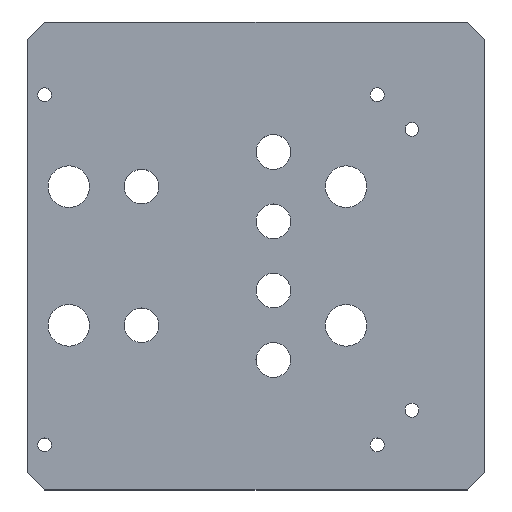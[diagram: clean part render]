
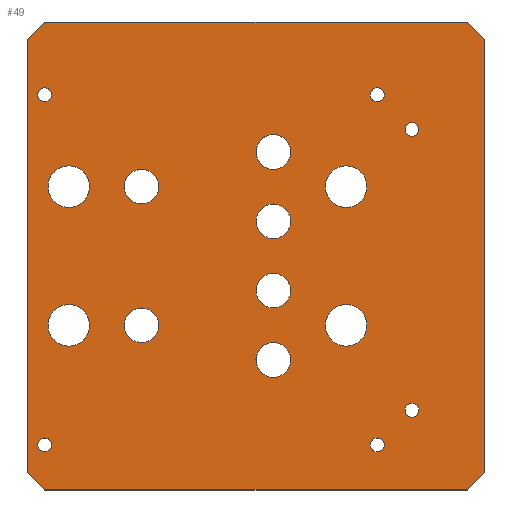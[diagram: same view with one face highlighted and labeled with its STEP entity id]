
A CAD part, top view. The second image highlights one B-rep face of the part: STEP entity #49.
In plain terms, the highlighted planar face has unit normal (0, 0, 1).
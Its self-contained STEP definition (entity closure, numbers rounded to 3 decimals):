
#49=ADVANCED_FACE('',(#113,#115,#117,#119,#121,#123,#125,#127,#129,#131,#133,#135,
#137,#139,#141,#143,#145),#147,.T.);
#113=FACE_BOUND('',#114,.T.);
#114=EDGE_LOOP('',(#376,#377,#378,#379,#380,#381,#382,#383));
#115=FACE_BOUND('',#116,.T.);
#116=EDGE_LOOP('',(#384));
#117=FACE_BOUND('',#118,.T.);
#118=EDGE_LOOP('',(#385));
#119=FACE_BOUND('',#120,.T.);
#120=EDGE_LOOP('',(#386));
#121=FACE_BOUND('',#122,.T.);
#122=EDGE_LOOP('',(#387));
#123=FACE_BOUND('',#124,.T.);
#124=EDGE_LOOP('',(#388));
#125=FACE_BOUND('',#126,.T.);
#126=EDGE_LOOP('',(#389));
#127=FACE_BOUND('',#128,.T.);
#128=EDGE_LOOP('',(#390));
#129=FACE_BOUND('',#130,.T.);
#130=EDGE_LOOP('',(#391));
#131=FACE_BOUND('',#132,.T.);
#132=EDGE_LOOP('',(#392));
#133=FACE_BOUND('',#134,.T.);
#134=EDGE_LOOP('',(#393));
#135=FACE_BOUND('',#136,.T.);
#136=EDGE_LOOP('',(#394));
#137=FACE_BOUND('',#138,.T.);
#138=EDGE_LOOP('',(#395));
#139=FACE_BOUND('',#140,.T.);
#140=EDGE_LOOP('',(#396));
#141=FACE_BOUND('',#142,.T.);
#142=EDGE_LOOP('',(#397));
#143=FACE_BOUND('',#144,.T.);
#144=EDGE_LOOP('',(#398));
#145=FACE_BOUND('',#146,.T.);
#146=EDGE_LOOP('',(#399));
#147=PLANE('',#148);
#148=AXIS2_PLACEMENT_3D('',#149,#150,#151);
#149=CARTESIAN_POINT('',(0.,0.,3.));
#150=DIRECTION('',(0.,0.,1.));
#151=DIRECTION('',(-1.,0.,0.));
#376=ORIENTED_EDGE('',*,*,#488,.F.);
#377=ORIENTED_EDGE('',*,*,#489,.T.);
#378=ORIENTED_EDGE('',*,*,#490,.F.);
#379=ORIENTED_EDGE('',*,*,#491,.T.);
#380=ORIENTED_EDGE('',*,*,#492,.F.);
#381=ORIENTED_EDGE('',*,*,#493,.T.);
#382=ORIENTED_EDGE('',*,*,#494,.F.);
#383=ORIENTED_EDGE('',*,*,#495,.T.);
#384=ORIENTED_EDGE('',*,*,#496,.T.);
#385=ORIENTED_EDGE('',*,*,#497,.T.);
#386=ORIENTED_EDGE('',*,*,#498,.T.);
#387=ORIENTED_EDGE('',*,*,#499,.T.);
#388=ORIENTED_EDGE('',*,*,#500,.T.);
#389=ORIENTED_EDGE('',*,*,#501,.T.);
#390=ORIENTED_EDGE('',*,*,#502,.T.);
#391=ORIENTED_EDGE('',*,*,#503,.T.);
#392=ORIENTED_EDGE('',*,*,#504,.T.);
#393=ORIENTED_EDGE('',*,*,#505,.T.);
#394=ORIENTED_EDGE('',*,*,#506,.T.);
#395=ORIENTED_EDGE('',*,*,#507,.T.);
#396=ORIENTED_EDGE('',*,*,#508,.T.);
#397=ORIENTED_EDGE('',*,*,#509,.T.);
#398=ORIENTED_EDGE('',*,*,#510,.T.);
#399=ORIENTED_EDGE('',*,*,#511,.T.);
#488=EDGE_CURVE('',#568,#569,#570,.F.);
#489=EDGE_CURVE('',#568,#571,#572,.T.);
#490=EDGE_CURVE('',#573,#571,#574,.F.);
#491=EDGE_CURVE('',#573,#575,#576,.T.);
#492=EDGE_CURVE('',#577,#575,#578,.F.);
#493=EDGE_CURVE('',#577,#579,#580,.T.);
#494=EDGE_CURVE('',#581,#579,#582,.F.);
#495=EDGE_CURVE('',#581,#569,#583,.T.);
#496=EDGE_CURVE('',#584,#584,#585,.F.);
#497=EDGE_CURVE('',#586,#586,#587,.F.);
#498=EDGE_CURVE('',#588,#588,#589,.F.);
#499=EDGE_CURVE('',#590,#590,#591,.F.);
#500=EDGE_CURVE('',#592,#592,#593,.F.);
#501=EDGE_CURVE('',#594,#594,#595,.F.);
#502=EDGE_CURVE('',#596,#596,#597,.F.);
#503=EDGE_CURVE('',#598,#598,#599,.F.);
#504=EDGE_CURVE('',#600,#600,#601,.F.);
#505=EDGE_CURVE('',#602,#602,#603,.F.);
#506=EDGE_CURVE('',#604,#604,#605,.F.);
#507=EDGE_CURVE('',#606,#606,#607,.F.);
#508=EDGE_CURVE('',#608,#608,#609,.F.);
#509=EDGE_CURVE('',#610,#610,#611,.F.);
#510=EDGE_CURVE('',#612,#612,#613,.F.);
#511=EDGE_CURVE('',#614,#614,#615,.F.);
#568=VERTEX_POINT('',#736);
#569=VERTEX_POINT('',#737);
#570=LINE('',#738,#739);
#571=VERTEX_POINT('',#741);
#572=LINE('',#742,#743);
#573=VERTEX_POINT('',#745);
#574=LINE('',#746,#747);
#575=VERTEX_POINT('',#749);
#576=LINE('',#750,#751);
#577=VERTEX_POINT('',#753);
#578=LINE('',#754,#755);
#579=VERTEX_POINT('',#757);
#580=LINE('',#758,#759);
#581=VERTEX_POINT('',#761);
#582=LINE('',#762,#763);
#583=LINE('',#765,#766);
#584=VERTEX_POINT('',#768);
#585=CIRCLE('',#769,6.);
#586=VERTEX_POINT('',#773);
#587=CIRCLE('',#774,6.);
#588=VERTEX_POINT('',#778);
#589=CIRCLE('',#779,5.);
#590=VERTEX_POINT('',#783);
#591=CIRCLE('',#784,5.);
#592=VERTEX_POINT('',#788);
#593=CIRCLE('',#789,6.);
#594=VERTEX_POINT('',#793);
#595=CIRCLE('',#794,6.);
#596=VERTEX_POINT('',#798);
#597=CIRCLE('',#799,5.);
#598=VERTEX_POINT('',#803);
#599=CIRCLE('',#804,5.);
#600=VERTEX_POINT('',#808);
#601=CIRCLE('',#809,5.);
#602=VERTEX_POINT('',#813);
#603=CIRCLE('',#814,5.);
#604=VERTEX_POINT('',#818);
#605=CIRCLE('',#819,2.);
#606=VERTEX_POINT('',#823);
#607=CIRCLE('',#824,2.);
#608=VERTEX_POINT('',#828);
#609=CIRCLE('',#829,2.);
#610=VERTEX_POINT('',#833);
#611=CIRCLE('',#834,2.);
#612=VERTEX_POINT('',#838);
#613=CIRCLE('',#839,2.);
#614=VERTEX_POINT('',#843);
#615=CIRCLE('',#844,2.);
#736=CARTESIAN_POINT('',(-61.,-67.5,3.));
#737=CARTESIAN_POINT('',(-66.,-62.5,3.));
#738=CARTESIAN_POINT('',(-66.,-62.5,3.));
#739=VECTOR('',#740,1.);
#740=DIRECTION('',(0.707,-0.707,0.));
#741=CARTESIAN_POINT('',(61.,-67.5,3.));
#742=CARTESIAN_POINT('',(-61.,-67.5,3.));
#743=VECTOR('',#744,1.);
#744=DIRECTION('',(1.,0.,0.));
#745=CARTESIAN_POINT('',(66.,-62.5,3.));
#746=CARTESIAN_POINT('',(61.,-67.5,3.));
#747=VECTOR('',#748,1.);
#748=DIRECTION('',(0.707,0.707,0.));
#749=CARTESIAN_POINT('',(66.,62.5,3.));
#750=CARTESIAN_POINT('',(66.,-62.5,3.));
#751=VECTOR('',#752,1.);
#752=DIRECTION('',(0.,1.,0.));
#753=CARTESIAN_POINT('',(61.,67.5,3.));
#754=CARTESIAN_POINT('',(66.,62.5,3.));
#755=VECTOR('',#756,1.);
#756=DIRECTION('',(-0.707,0.707,0.));
#757=CARTESIAN_POINT('',(-61.,67.5,3.));
#758=CARTESIAN_POINT('',(61.,67.5,3.));
#759=VECTOR('',#760,1.);
#760=DIRECTION('',(-1.,0.,0.));
#761=CARTESIAN_POINT('',(-66.,62.5,3.));
#762=CARTESIAN_POINT('',(-61.,67.5,3.));
#763=VECTOR('',#764,1.);
#764=DIRECTION('',(-0.707,-0.707,0.));
#765=CARTESIAN_POINT('',(-66.,62.5,3.));
#766=VECTOR('',#767,1.);
#767=DIRECTION('',(0.,-1.,0.));
#768=CARTESIAN_POINT('',(-60.,20.,3.));
#769=AXIS2_PLACEMENT_3D('',#770,#771,#772);
#770=CARTESIAN_POINT('',(-54.,20.,3.));
#771=DIRECTION('',(0.,0.,1.));
#772=DIRECTION('',(-1.,0.,0.));
#773=CARTESIAN_POINT('',(-60.,-20.,3.));
#774=AXIS2_PLACEMENT_3D('',#775,#776,#777);
#775=CARTESIAN_POINT('',(-54.,-20.,3.));
#776=DIRECTION('',(0.,0.,1.));
#777=DIRECTION('',(-1.,0.,0.));
#778=CARTESIAN_POINT('',(-38.,20.,3.));
#779=AXIS2_PLACEMENT_3D('',#780,#781,#782);
#780=CARTESIAN_POINT('',(-33.,20.,3.));
#781=DIRECTION('',(0.,0.,1.));
#782=DIRECTION('',(-1.,0.,0.));
#783=CARTESIAN_POINT('',(-38.,-20.,3.));
#784=AXIS2_PLACEMENT_3D('',#785,#786,#787);
#785=CARTESIAN_POINT('',(-33.,-20.,3.));
#786=DIRECTION('',(0.,0.,1.));
#787=DIRECTION('',(-1.,0.,0.));
#788=CARTESIAN_POINT('',(20.,-20.,3.));
#789=AXIS2_PLACEMENT_3D('',#790,#791,#792);
#790=CARTESIAN_POINT('',(26.,-20.,3.));
#791=DIRECTION('',(0.,0.,1.));
#792=DIRECTION('',(-1.,0.,0.));
#793=CARTESIAN_POINT('',(20.,20.,3.));
#794=AXIS2_PLACEMENT_3D('',#795,#796,#797);
#795=CARTESIAN_POINT('',(26.,20.,3.));
#796=DIRECTION('',(0.,0.,1.));
#797=DIRECTION('',(-1.,0.,0.));
#798=CARTESIAN_POINT('',(0.,-30.,3.));
#799=AXIS2_PLACEMENT_3D('',#800,#801,#802);
#800=CARTESIAN_POINT('',(5.,-30.,3.));
#801=DIRECTION('',(0.,0.,1.));
#802=DIRECTION('',(-1.,0.,0.));
#803=CARTESIAN_POINT('',(0.,30.,3.));
#804=AXIS2_PLACEMENT_3D('',#805,#806,#807);
#805=CARTESIAN_POINT('',(5.,30.,3.));
#806=DIRECTION('',(0.,0.,1.));
#807=DIRECTION('',(-1.,0.,0.));
#808=CARTESIAN_POINT('',(0.,-10.,3.));
#809=AXIS2_PLACEMENT_3D('',#810,#811,#812);
#810=CARTESIAN_POINT('',(5.,-10.,3.));
#811=DIRECTION('',(0.,0.,1.));
#812=DIRECTION('',(-1.,0.,0.));
#813=CARTESIAN_POINT('',(0.,10.,3.));
#814=AXIS2_PLACEMENT_3D('',#815,#816,#817);
#815=CARTESIAN_POINT('',(5.,10.,3.));
#816=DIRECTION('',(0.,0.,1.));
#817=DIRECTION('',(-1.,0.,0.));
#818=CARTESIAN_POINT('',(43.,-44.5,3.));
#819=AXIS2_PLACEMENT_3D('',#820,#821,#822);
#820=CARTESIAN_POINT('',(45.,-44.5,3.));
#821=DIRECTION('',(0.,0.,1.));
#822=DIRECTION('',(-1.,0.,0.));
#823=CARTESIAN_POINT('',(43.,36.5,3.));
#824=AXIS2_PLACEMENT_3D('',#825,#826,#827);
#825=CARTESIAN_POINT('',(45.,36.5,3.));
#826=DIRECTION('',(0.,0.,1.));
#827=DIRECTION('',(-1.,0.,0.));
#828=CARTESIAN_POINT('',(33.,46.5,3.));
#829=AXIS2_PLACEMENT_3D('',#830,#831,#832);
#830=CARTESIAN_POINT('',(35.,46.5,3.));
#831=DIRECTION('',(0.,0.,1.));
#832=DIRECTION('',(-1.,0.,0.));
#833=CARTESIAN_POINT('',(33.,-54.5,3.));
#834=AXIS2_PLACEMENT_3D('',#835,#836,#837);
#835=CARTESIAN_POINT('',(35.,-54.5,3.));
#836=DIRECTION('',(0.,0.,1.));
#837=DIRECTION('',(-1.,0.,0.));
#838=CARTESIAN_POINT('',(-63.,46.5,3.));
#839=AXIS2_PLACEMENT_3D('',#840,#841,#842);
#840=CARTESIAN_POINT('',(-61.,46.5,3.));
#841=DIRECTION('',(0.,0.,1.));
#842=DIRECTION('',(-1.,0.,0.));
#843=CARTESIAN_POINT('',(-63.,-54.5,3.));
#844=AXIS2_PLACEMENT_3D('',#845,#846,#847);
#845=CARTESIAN_POINT('',(-61.,-54.5,3.));
#846=DIRECTION('',(0.,0.,1.));
#847=DIRECTION('',(-1.,0.,0.));
